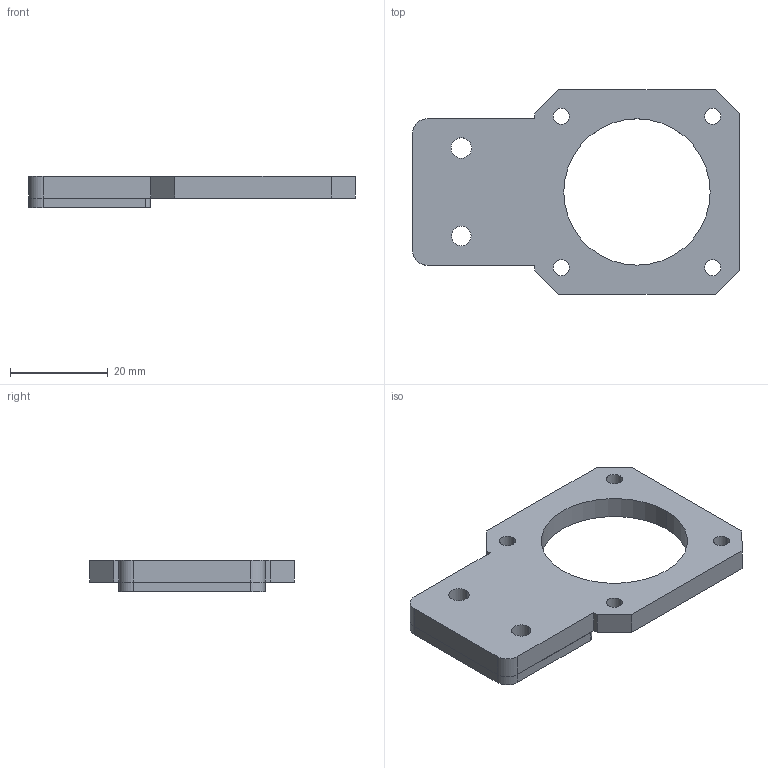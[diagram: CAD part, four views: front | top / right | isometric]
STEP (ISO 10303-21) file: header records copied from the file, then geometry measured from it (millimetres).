
FILE_DESCRIPTION (( 'STEP AP203' ), '1' );
FILE_NAME ('OMG V2 A Mounting plate.STEP', '2021-03-07T14:21:19', ( '倢毞' ), ( '倢毞馱釬弅' ), 'SwSTEP 2.0', 'SolidWorks 2017', '' );
FILE_SCHEMA (( 'CONFIG_CONTROL_DESIGN' ));
Length unit declared in the file: millimetre
Products named in the file (3): E-A04-YKL-1; OMG V2  A  Mounting plate; E-A04-1
Assembly tree (2 placements, depth 2):
  OMG V2  A  Mounting plate
    E-A04-1
    E-A04-YKL-1
Bounding box: 67 x 42 x 6.5 mm (x, y, z)
Volume: 8945.1 mm3; surface area: 6661.8 mm2
Topology: 2 solids, 2 shells, 143 faces, 393 edges, 262 vertices
Faces by surface type: bspline 63, plane 56, cylinder 24
Entity records: 7794 total; most frequent: CARTESIAN_POINT 4202, ORIENTED_EDGE 786, DIRECTION 485, EDGE_CURVE 393, VERTEX_POINT 262, LINE 219, VECTOR 219, EDGE_LOOP 169
